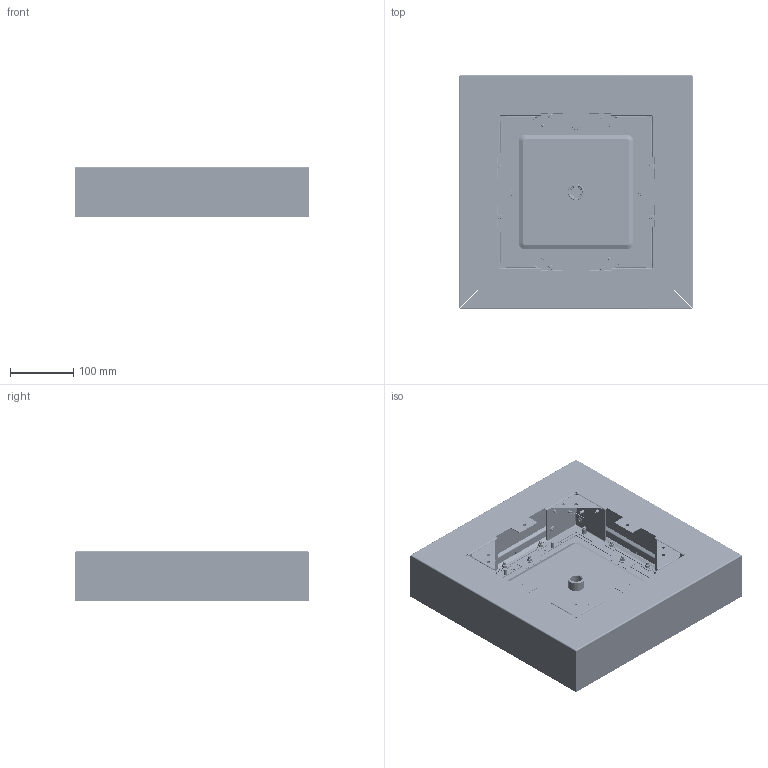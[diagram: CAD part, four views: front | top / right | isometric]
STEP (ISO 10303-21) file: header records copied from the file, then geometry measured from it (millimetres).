
FILE_DESCRIPTION(('STEP AP214'),'1');
FILE_NAME('Art-67421.stp','2019-09-18T14:35:07',(' '),(' '),'Spatial InterOp 3D',' ',' ');
FILE_SCHEMA(('AUTOMOTIVE_DESIGN { 1 0 10303 214 1 1 1 1 }'));
Length unit declared in the file: millimetre
Products named in the file (249): Art-67421; 21723; S-00207; S-00340; ASSEM1; 22509; S-00317; 22731; S-00110; 22735; 22734; S-00104; 22733; GrR; 21656; STRIPS1000RGB L=225; 22736; STRIPS1000RGB; Seg. Guaina; Seg. LED; T-RA063; 22732; 22728; P-00100; T-RA003; C_13442; 22729; 22730
Assembly tree (421 placements, depth 5):
  Art-67421
    21723  x4
    S-00207  x12
    S-00340  x16
      ASSEM1
      (unnamed)
      (unnamed)
      S-00340
    22509  x4
    S-00317  x4
      ASSEM1
      S-00317
    22731  x2
    S-00110  x12
    22735
      S-00317  x4
        ASSEM1
        S-00317
      22734  x2
      S-00104  x4
        ASSEM1
        (unnamed)
        S-00104
      22733  x2
      GrR  x4
        S-00317
          ASSEM1
          S-00317
        21656
    STRIPS1000RGB L=225  x4
      22736
      STRIPS1000RGB
        ASSEM1
        (unnamed)
        (unnamed)
        Seg. Guaina
        Seg. LED
    T-RA063  x4
      ASSEM1
      T-RA063
    22732  x2
    22728
      ASSEM1
      P-00100  x100
        ASSEM1
        (unnamed)
        (unnamed)
        P-00100
      (unnamed)
      (unnamed)
      (unnamed)
      (unnamed)
      (unnamed)
      (unnamed)
      (unnamed)
      (unnamed)
      (unnamed)
      (unnamed)
      (unnamed)
      (unnamed)
Bounding box: 370 x 370 x 80 mm (x, y, z)
Volume: 696969.9 mm3; surface area: 1241132 mm2
Topology: 240 solids, 240 shells, 5257 faces, 12853 edges, 8370 vertices
Faces by surface type: plane 1957, cylinder 1747, torus 1218, cone 163, sphere 144, bspline 28
Full cylindrical faces by diameter (mm): 0.4 x16, 1.5 x100, 1.7 x100, 2.6 x24, 3 x60, 3.1 x100, 3.3 x112, 4 x16, 4.2 x4, 4.4 x12, 4.6 x16, 4.8 x24, 5 x208, 5.2 x52, 6 x8, 6.2 x28, 6.9 x4, 7 x8, 8.2 x4, 10 x104, 10.2 x4, 12 x12, 14 x1, 16.4 x1, 18.631 x2, 22.9 x1, 23.1 x1, 25.9 x1
Entity records: 51738 total; most frequent: DIRECTION 6456, CARTESIAN_POINT 5531, ORIENTED_EDGE 4302, AXIS2_PLACEMENT_3D 2680, EDGE_CURVE 2151, EDGE_LOOP 1796, VERTEX_POINT 1553, CIRCLE 1287
